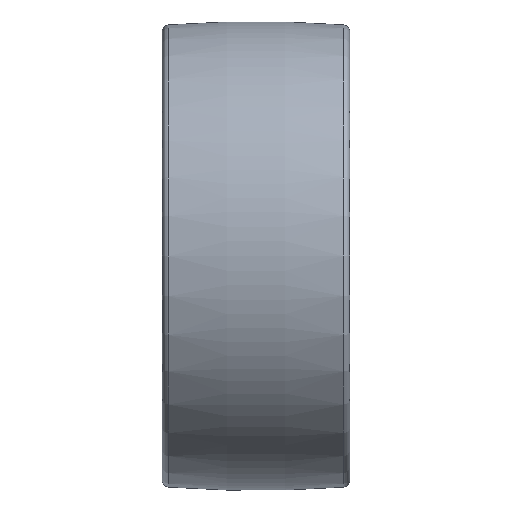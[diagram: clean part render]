
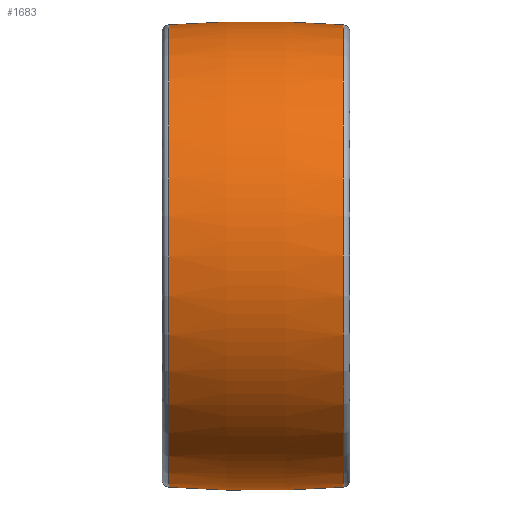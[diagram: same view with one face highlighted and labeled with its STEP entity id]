
A CAD part, front view. The second image highlights one B-rep face of the part: STEP entity #1683.
In plain terms, the highlighted toroidal (fillet/blend) face has major radius 400 mm and minor radius 500 mm.
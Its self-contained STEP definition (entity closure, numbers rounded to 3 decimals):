
#12 = CIRCLE ( 'NONE', #1138, 500. ) ;
#38 = AXIS2_PLACEMENT_3D ( 'NONE', #432, #1368, #1184 ) ;
#252 = ORIENTED_EDGE ( 'NONE', *, *, #400, .T. ) ;
#400 = EDGE_CURVE ( 'NONE', #738, #2374, #1585, .T. ) ;
#428 = DIRECTION ( 'NONE',  ( 0., 0., -1. ) ) ;
#432 = CARTESIAN_POINT ( 'NONE',  ( 2.777, 0., 0. ) ) ;
#513 = ORIENTED_EDGE ( 'NONE', *, *, #1918, .F. ) ;
#580 = CARTESIAN_POINT ( 'NONE',  ( 2.777, 0., 98.613 ) ) ;
#623 = EDGE_CURVE ( 'NONE', #2374, #2408, #1802, .T. ) ;
#656 = DIRECTION ( 'NONE',  ( 0., 0., 1. ) ) ;
#738 = VERTEX_POINT ( 'NONE', #1821 ) ;
#838 = VERTEX_POINT ( 'NONE', #1753 ) ;
#907 = ORIENTED_EDGE ( 'NONE', *, *, #2007, .T. ) ;
#914 = CARTESIAN_POINT ( 'NONE',  ( 77.223, 0., 0. ) ) ;
#1046 = AXIS2_PLACEMENT_3D ( 'NONE', #914, #2279, #2265 ) ;
#1138 = AXIS2_PLACEMENT_3D ( 'NONE', #1824, #2168, #1186 ) ;
#1184 = DIRECTION ( 'NONE',  ( 0., 0., -1. ) ) ;
#1186 = DIRECTION ( 'NONE',  ( 0., 0., 1. ) ) ;
#1358 = ORIENTED_EDGE ( 'NONE', *, *, #623, .T. ) ;
#1368 = DIRECTION ( 'NONE',  ( 1., 0., 0. ) ) ;
#1408 = CARTESIAN_POINT ( 'NONE',  ( 40., 0., 0. ) ) ;
#1549 = AXIS2_PLACEMENT_3D ( 'NONE', #2348, #1556, #428 ) ;
#1556 = DIRECTION ( 'NONE',  ( 0., -1., 0. ) ) ;
#1585 = CIRCLE ( 'NONE', #1549, 500. ) ;
#1683 = ADVANCED_FACE ( 'NONE', ( #2376 ), #2064, .T. ) ;
#1753 = CARTESIAN_POINT ( 'NONE',  ( 77.223, 0., -98.613 ) ) ;
#1802 = CIRCLE ( 'NONE', #38, 98.613 ) ;
#1821 = CARTESIAN_POINT ( 'NONE',  ( 77.223, 0., 98.613 ) ) ;
#1824 = CARTESIAN_POINT ( 'NONE',  ( 40., 0., 400. ) ) ;
#1918 = EDGE_CURVE ( 'NONE', #838, #2408, #12, .T. ) ;
#2007 = EDGE_CURVE ( 'NONE', #838, #738, #2146, .T. ) ;
#2064 = TOROIDAL_SURFACE ( 'NONE', #2136, -400., 500. ) ;
#2080 = EDGE_LOOP ( 'NONE', ( #513, #907, #252, #1358 ) ) ;
#2136 = AXIS2_PLACEMENT_3D ( 'NONE', #1408, #2185, #656 ) ;
#2146 = CIRCLE ( 'NONE', #1046, 98.613 ) ;
#2161 = CARTESIAN_POINT ( 'NONE',  ( 2.777, 0., -98.613 ) ) ;
#2168 = DIRECTION ( 'NONE',  ( 0., 1., 0. ) ) ;
#2185 = DIRECTION ( 'NONE',  ( -1., 0., 0. ) ) ;
#2265 = DIRECTION ( 'NONE',  ( 0., 0., 1. ) ) ;
#2279 = DIRECTION ( 'NONE',  ( -1., 0., 0. ) ) ;
#2348 = CARTESIAN_POINT ( 'NONE',  ( 40., 0., -400. ) ) ;
#2374 = VERTEX_POINT ( 'NONE', #580 ) ;
#2376 = FACE_OUTER_BOUND ( 'NONE', #2080, .T. ) ;
#2408 = VERTEX_POINT ( 'NONE', #2161 ) ;
